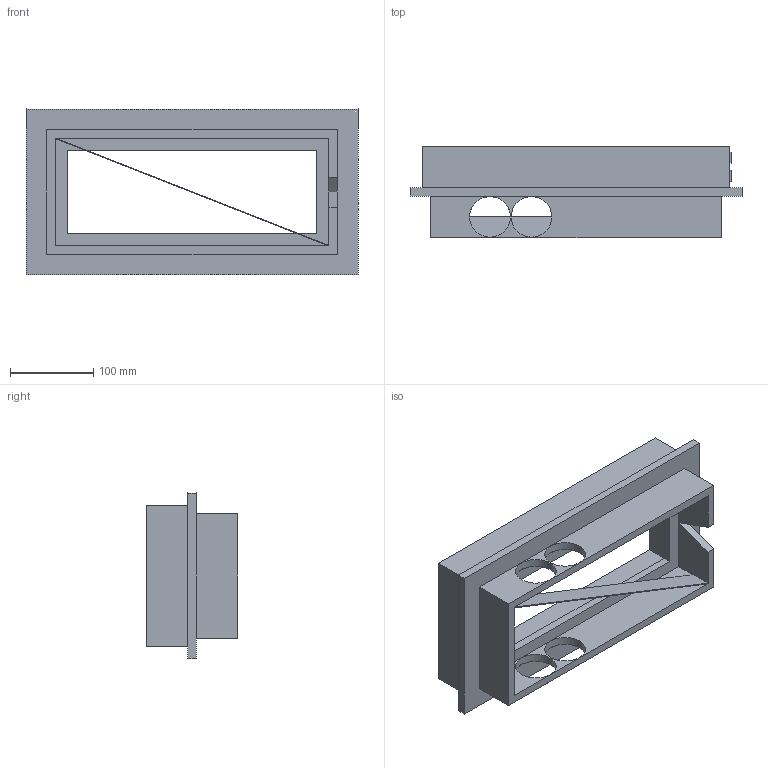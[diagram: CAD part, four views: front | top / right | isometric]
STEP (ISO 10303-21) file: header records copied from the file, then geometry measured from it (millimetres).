
FILE_DESCRIPTION (( 'STEP AP214' ), '1' );
FILE_NAME ('C00001 - Bad part for printing example.STEP', '2023-07-28T18:48:14', ( '' ), ( '' ), 'SwSTEP 2.0', 'SolidWorks 2023', '' );
FILE_SCHEMA (( 'AUTOMOTIVE_DESIGN' ));
Length unit declared in the file: millimetre
Products named in the file (1): C00001 - Bad part for printing example
Bounding box: 400 x 110 x 200 mm (x, y, z)
Volume: 1425740 mm3; surface area: 330694.6 mm2
Topology: 1 solids, 1 shells, 281 faces, 743 edges, 494 vertices
Faces by surface type: plane 217, bspline 56, cylinder 8
Entity records: 12488 total; most frequent: CARTESIAN_POINT 5831, ORIENTED_EDGE 1486, DIRECTION 1099, EDGE_CURVE 743, VECTOR 615, LINE 615, VERTEX_POINT 494, EDGE_LOOP 323
